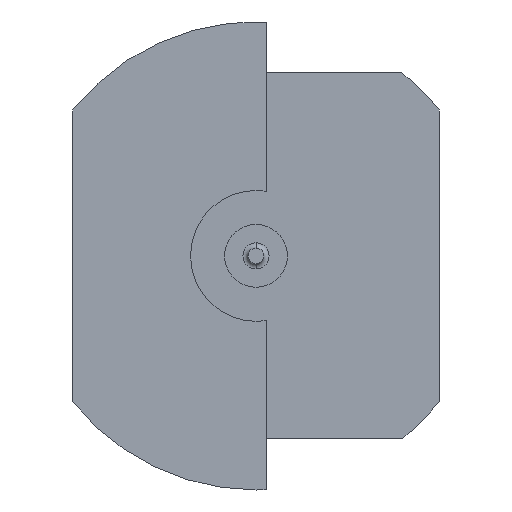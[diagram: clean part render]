
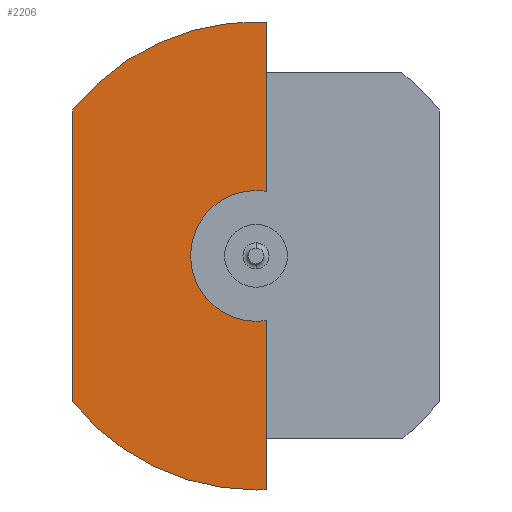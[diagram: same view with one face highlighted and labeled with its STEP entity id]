
A CAD part, left-side view. The second image highlights one B-rep face of the part: STEP entity #2206.
In plain terms, the highlighted face is planar.
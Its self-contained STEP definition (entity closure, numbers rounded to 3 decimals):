
#32 = EDGE_CURVE ( 'NONE', #3444, #8551, #4072, .T. ) ;
#114 = CARTESIAN_POINT ( 'NONE',  ( 0., 0., 0. ) ) ;
#306 = VERTEX_POINT ( 'NONE', #6621 ) ;
#665 = CARTESIAN_POINT ( 'NONE',  ( 2.788, 3.5, 0. ) ) ;
#766 = EDGE_CURVE ( 'NONE', #8551, #9235, #9852, .T. ) ;
#769 = VECTOR ( 'NONE', #1276, 1000. ) ;
#1062 = DIRECTION ( 'NONE',  ( 0., 0., -1. ) ) ;
#1079 = EDGE_CURVE ( 'NONE', #5459, #4100, #3170, .T. ) ;
#1276 = DIRECTION ( 'NONE',  ( -1., 0., 0. ) ) ;
#1506 = DIRECTION ( 'NONE',  ( 0., 0., 1. ) ) ;
#1587 = VERTEX_POINT ( 'NONE', #4854 ) ;
#1669 = ORIENTED_EDGE ( 'NONE', *, *, #3467, .F. ) ;
#1697 = VERTEX_POINT ( 'NONE', #8489 ) ;
#1840 = VECTOR ( 'NONE', #7708, 1000. ) ;
#2198 = CIRCLE ( 'NONE', #3741, 1.25 ) ;
#2206 = ADVANCED_FACE ( 'NONE', ( #5991 ), #8599, .T. ) ;
#2519 = CIRCLE ( 'NONE', #2709, 4.475 ) ;
#2709 = AXIS2_PLACEMENT_3D ( 'NONE', #4775, #3917, #9415 ) ;
#2838 = LINE ( 'NONE', #7549, #769 ) ;
#2862 = EDGE_CURVE ( 'NONE', #306, #1697, #2519, .T. ) ;
#3052 = CARTESIAN_POINT ( 'NONE',  ( 1.25, 0., 0. ) ) ;
#3170 = CIRCLE ( 'NONE', #4820, 1.25 ) ;
#3192 = DIRECTION ( 'NONE',  ( -1., 0., 0. ) ) ;
#3444 = VERTEX_POINT ( 'NONE', #665 ) ;
#3451 = DIRECTION ( 'NONE',  ( 1., 0., 0. ) ) ;
#3467 = EDGE_CURVE ( 'NONE', #4107, #306, #4135, .T. ) ;
#3562 = CARTESIAN_POINT ( 'NONE',  ( 4.471, -0.2, 0. ) ) ;
#3619 = ORIENTED_EDGE ( 'NONE', *, *, #2862, .F. ) ;
#3724 = DIRECTION ( 'NONE',  ( -1., 0., 0. ) ) ;
#3741 = AXIS2_PLACEMENT_3D ( 'NONE', #7441, #1062, #3451 ) ;
#3833 = DIRECTION ( 'NONE',  ( 0., 0., -1. ) ) ;
#3917 = DIRECTION ( 'NONE',  ( 0., 0., -1. ) ) ;
#3939 = ORIENTED_EDGE ( 'NONE', *, *, #766, .F. ) ;
#3944 = CARTESIAN_POINT ( 'NONE',  ( 0., 0.6, 0. ) ) ;
#4072 = CIRCLE ( 'NONE', #6798, 4.475 ) ;
#4100 = VERTEX_POINT ( 'NONE', #3052 ) ;
#4107 = VERTEX_POINT ( 'NONE', #8614 ) ;
#4135 = CIRCLE ( 'NONE', #5895, 4.475 ) ;
#4371 = EDGE_LOOP ( 'NONE', ( #8985, #9902, #4629, #8058, #3939, #4763, #6426, #3619, #1669 ) ) ;
#4401 = CIRCLE ( 'NONE', #5046, 1.25 ) ;
#4629 = ORIENTED_EDGE ( 'NONE', *, *, #1079, .T. ) ;
#4763 = ORIENTED_EDGE ( 'NONE', *, *, #32, .F. ) ;
#4775 = CARTESIAN_POINT ( 'NONE',  ( 0., 0., 0. ) ) ;
#4820 = AXIS2_PLACEMENT_3D ( 'NONE', #5297, #3833, #10140 ) ;
#4854 = CARTESIAN_POINT ( 'NONE',  ( -1.234, -0.2, 0. ) ) ;
#5046 = AXIS2_PLACEMENT_3D ( 'NONE', #6611, #9620, #6518 ) ;
#5297 = CARTESIAN_POINT ( 'NONE',  ( 0., 0., 0. ) ) ;
#5361 = CARTESIAN_POINT ( 'NONE',  ( 6.075, -0.2, 0. ) ) ;
#5459 = VERTEX_POINT ( 'NONE', #7195 ) ;
#5646 = DIRECTION ( 'NONE',  ( 0., 0., -1. ) ) ;
#5895 = AXIS2_PLACEMENT_3D ( 'NONE', #114, #5646, #3192 ) ;
#5991 = FACE_OUTER_BOUND ( 'NONE', #4371, .T. ) ;
#6118 = CARTESIAN_POINT ( 'NONE',  ( -8.536, 3.5, 0. ) ) ;
#6426 = ORIENTED_EDGE ( 'NONE', *, *, #9331, .F. ) ;
#6518 = DIRECTION ( 'NONE',  ( 1., 0., 0. ) ) ;
#6611 = CARTESIAN_POINT ( 'NONE',  ( 0., 0., 0. ) ) ;
#6621 = CARTESIAN_POINT ( 'NONE',  ( -4.475, 0., 0. ) ) ;
#6798 = AXIS2_PLACEMENT_3D ( 'NONE', #6847, #8430, #3724 ) ;
#6847 = CARTESIAN_POINT ( 'NONE',  ( 0., 0., 0. ) ) ;
#7061 = DIRECTION ( 'NONE',  ( 1., 0., 0. ) ) ;
#7195 = CARTESIAN_POINT ( 'NONE',  ( -1.25, 0., 0. ) ) ;
#7359 = EDGE_CURVE ( 'NONE', #4100, #9235, #4401, .T. ) ;
#7441 = CARTESIAN_POINT ( 'NONE',  ( 0., 0., 0. ) ) ;
#7491 = CARTESIAN_POINT ( 'NONE',  ( 1.234, -0.2, 0. ) ) ;
#7549 = CARTESIAN_POINT ( 'NONE',  ( 6.075, -0.2, 0. ) ) ;
#7706 = AXIS2_PLACEMENT_3D ( 'NONE', #3944, #1506, #7061 ) ;
#7708 = DIRECTION ( 'NONE',  ( -1., 0., 0. ) ) ;
#7865 = VECTOR ( 'NONE', #8375, 1000. ) ;
#8058 = ORIENTED_EDGE ( 'NONE', *, *, #7359, .T. ) ;
#8375 = DIRECTION ( 'NONE',  ( 1., 0., 0. ) ) ;
#8430 = DIRECTION ( 'NONE',  ( 0., 0., -1. ) ) ;
#8489 = CARTESIAN_POINT ( 'NONE',  ( -2.788, 3.5, 0. ) ) ;
#8551 = VERTEX_POINT ( 'NONE', #3562 ) ;
#8567 = EDGE_CURVE ( 'NONE', #1587, #4107, #2838, .T. ) ;
#8599 = PLANE ( 'NONE',  #7706 ) ;
#8614 = CARTESIAN_POINT ( 'NONE',  ( -4.471, -0.2, 0. ) ) ;
#8985 = ORIENTED_EDGE ( 'NONE', *, *, #8567, .F. ) ;
#9235 = VERTEX_POINT ( 'NONE', #7491 ) ;
#9331 = EDGE_CURVE ( 'NONE', #1697, #3444, #9733, .T. ) ;
#9415 = DIRECTION ( 'NONE',  ( -1., 0., 0. ) ) ;
#9585 = EDGE_CURVE ( 'NONE', #1587, #5459, #2198, .T. ) ;
#9620 = DIRECTION ( 'NONE',  ( 0., 0., -1. ) ) ;
#9733 = LINE ( 'NONE', #6118, #7865 ) ;
#9852 = LINE ( 'NONE', #5361, #1840 ) ;
#9902 = ORIENTED_EDGE ( 'NONE', *, *, #9585, .T. ) ;
#10140 = DIRECTION ( 'NONE',  ( 1., 0., 0. ) ) ;
